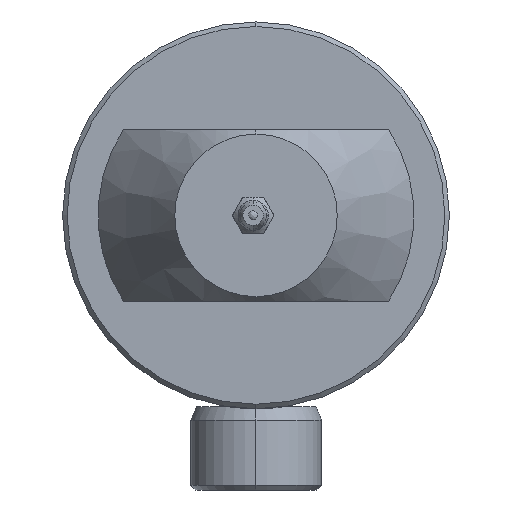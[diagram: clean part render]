
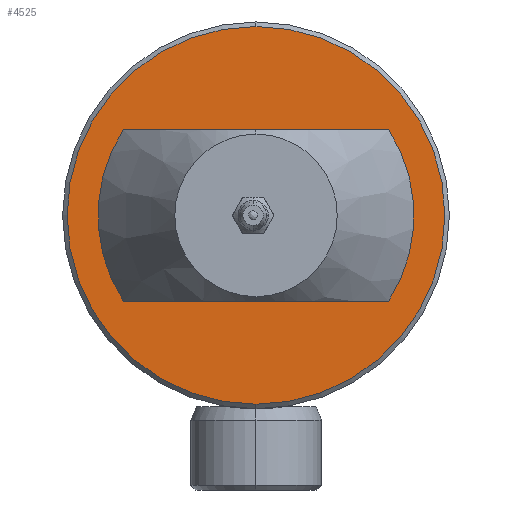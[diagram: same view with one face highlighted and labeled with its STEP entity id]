
A CAD part, left-side view. The second image highlights one B-rep face of the part: STEP entity #4525.
In plain terms, the highlighted planar face has unit normal (-1, 0, 0).
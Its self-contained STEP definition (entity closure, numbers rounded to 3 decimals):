
#72 = CIRCLE ( 'NONE', #5371, 41.85 ) ;
#95 = DIRECTION ( 'NONE',  ( 0., -1., 0. ) ) ;
#149 = EDGE_CURVE ( 'NONE', #4082, #1140, #237, .T. ) ;
#204 = ORIENTED_EDGE ( 'NONE', *, *, #1925, .T. ) ;
#237 = LINE ( 'NONE', #4814, #2908 ) ;
#284 = EDGE_LOOP ( 'NONE', ( #3730, #4709, #1862, #827 ) ) ;
#346 = CARTESIAN_POINT ( 'NONE',  ( 74., 0., 0. ) ) ;
#381 = PLANE ( 'NONE',  #2389 ) ;
#396 = DIRECTION ( 'NONE',  ( 0., 0., 1. ) ) ;
#403 = VERTEX_POINT ( 'NONE', #2864 ) ;
#546 = ORIENTED_EDGE ( 'NONE', *, *, #2595, .T. ) ;
#655 = VERTEX_POINT ( 'NONE', #1718 ) ;
#721 = VECTOR ( 'NONE', #2121, 1000. ) ;
#796 = AXIS2_PLACEMENT_3D ( 'NONE', #2803, #3239, #396 ) ;
#827 = ORIENTED_EDGE ( 'NONE', *, *, #149, .T. ) ;
#1140 = VERTEX_POINT ( 'NONE', #1717 ) ;
#1234 = DIRECTION ( 'NONE',  ( 0., 0., -1. ) ) ;
#1374 = AXIS2_PLACEMENT_3D ( 'NONE', #346, #6084, #5548 ) ;
#1410 = VERTEX_POINT ( 'NONE', #1670 ) ;
#1670 = CARTESIAN_POINT ( 'NONE',  ( 74., 29.394, -19. ) ) ;
#1697 = CARTESIAN_POINT ( 'NONE',  ( 74., 35., 0. ) ) ;
#1717 = CARTESIAN_POINT ( 'NONE',  ( 74., -29.394, 19. ) ) ;
#1718 = CARTESIAN_POINT ( 'NONE',  ( 74., 0., -41.85 ) ) ;
#1781 = CARTESIAN_POINT ( 'NONE',  ( 74., 0., 0. ) ) ;
#1797 = DIRECTION ( 'NONE',  ( -1., 0., 0. ) ) ;
#1862 = ORIENTED_EDGE ( 'NONE', *, *, #5868, .F. ) ;
#1898 = CARTESIAN_POINT ( 'NONE',  ( 74., 29.394, 19. ) ) ;
#1925 = EDGE_CURVE ( 'NONE', #655, #403, #2743, .T. ) ;
#2047 = LINE ( 'NONE', #4981, #721 ) ;
#2121 = DIRECTION ( 'NONE',  ( 0., 1., 0. ) ) ;
#2342 = EDGE_CURVE ( 'NONE', #5258, #1410, #2047, .T. ) ;
#2389 = AXIS2_PLACEMENT_3D ( 'NONE', #1697, #3184, #1234 ) ;
#2397 = EDGE_LOOP ( 'NONE', ( #204, #546 ) ) ;
#2595 = EDGE_CURVE ( 'NONE', #403, #655, #72, .T. ) ;
#2677 = CARTESIAN_POINT ( 'NONE',  ( 74., -29.394, -19. ) ) ;
#2741 = DIRECTION ( 'NONE',  ( 0., 0., -1. ) ) ;
#2743 = CIRCLE ( 'NONE', #5921, 41.85 ) ;
#2763 = CIRCLE ( 'NONE', #1374, 35. ) ;
#2803 = CARTESIAN_POINT ( 'NONE',  ( 74., 0., 0. ) ) ;
#2864 = CARTESIAN_POINT ( 'NONE',  ( 74., 0., 41.85 ) ) ;
#2908 = VECTOR ( 'NONE', #95, 1000. ) ;
#2921 = FACE_BOUND ( 'NONE', #284, .T. ) ;
#3184 = DIRECTION ( 'NONE',  ( 1., 0., 0. ) ) ;
#3239 = DIRECTION ( 'NONE',  ( -1., 0., 0. ) ) ;
#3730 = ORIENTED_EDGE ( 'NONE', *, *, #4398, .F. ) ;
#4082 = VERTEX_POINT ( 'NONE', #1898 ) ;
#4261 = FACE_OUTER_BOUND ( 'NONE', #2397, .T. ) ;
#4398 = EDGE_CURVE ( 'NONE', #5258, #1140, #4550, .T. ) ;
#4525 = ADVANCED_FACE ( 'NONE', ( #4261, #2921 ), #381, .F. ) ;
#4550 = CIRCLE ( 'NONE', #796, 35. ) ;
#4709 = ORIENTED_EDGE ( 'NONE', *, *, #2342, .T. ) ;
#4814 = CARTESIAN_POINT ( 'NONE',  ( 74., 63.605, 19. ) ) ;
#4981 = CARTESIAN_POINT ( 'NONE',  ( 74., 63.605, -19. ) ) ;
#5109 = DIRECTION ( 'NONE',  ( 0., 0., -1. ) ) ;
#5258 = VERTEX_POINT ( 'NONE', #2677 ) ;
#5371 = AXIS2_PLACEMENT_3D ( 'NONE', #6091, #1797, #2741 ) ;
#5548 = DIRECTION ( 'NONE',  ( 0., 0., 1. ) ) ;
#5605 = DIRECTION ( 'NONE',  ( -1., 0., 0. ) ) ;
#5868 = EDGE_CURVE ( 'NONE', #4082, #1410, #2763, .T. ) ;
#5921 = AXIS2_PLACEMENT_3D ( 'NONE', #1781, #5605, #5109 ) ;
#6084 = DIRECTION ( 'NONE',  ( -1., 0., 0. ) ) ;
#6091 = CARTESIAN_POINT ( 'NONE',  ( 74., 0., 0. ) ) ;
